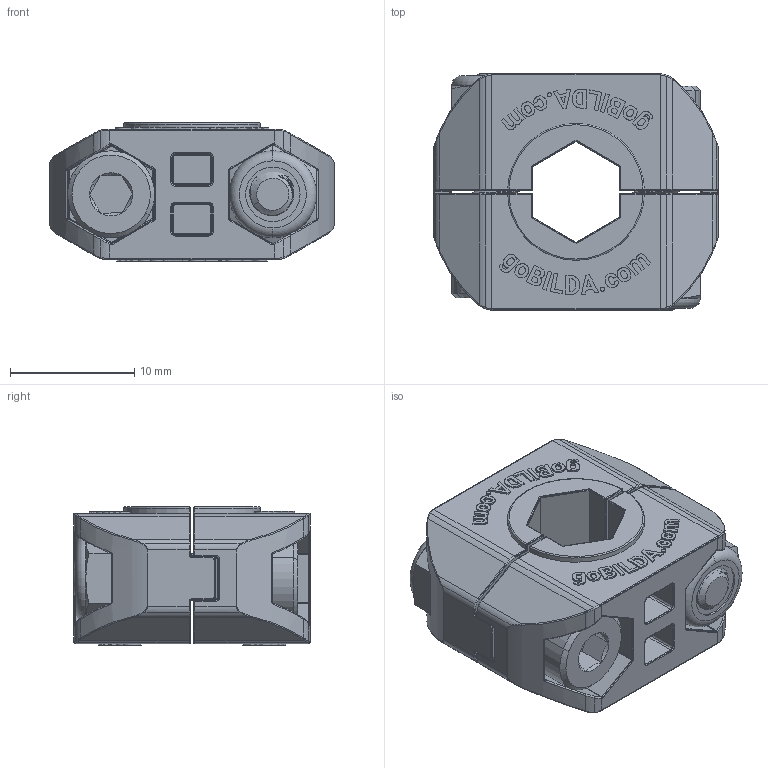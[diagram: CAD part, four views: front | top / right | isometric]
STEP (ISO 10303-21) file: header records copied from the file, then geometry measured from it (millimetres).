
FILE_DESCRIPTION (( 'STEP AP203' ), '1' );
FILE_NAME ('2923-1024-4008 assembly.STEP', '2023-08-03T16:57:35', ( '' ), ( '' ), 'SwSTEP 2.0', 'SolidWorks 2016', '' );
FILE_SCHEMA (( 'CONFIG_CONTROL_DESIGN' ));
Length unit declared in the file: millimetre
Products named in the file (4): 2812-0004-0007_90576A103; 2923-1024-4008 assembly; 2800-0004-0014_90128A207; 2923-1024-4008 half
Assembly tree (6 placements, depth 2):
  2923-1024-4008 assembly
    2923-1024-4008 half  x2
    2800-0004-0014_90128A207  x2
    2812-0004-0007_90576A103  x2
Bounding box: 22.9 x 19 x 11.12 mm (x, y, z)
Volume: 3216.6 mm3; surface area: 4172.3 mm2
Topology: 6 solids, 6 shells, 1992 faces, 5168 edges, 3272 vertices
Faces by surface type: cylinder 740, bspline 536, plane 470, torus 122, sphere 64, cone 60
Entity records: 39825 total; most frequent: CARTESIAN_POINT 17382, ORIENTED_EDGE 5168, DIRECTION 3724, EDGE_CURVE 2584, VERTEX_POINT 1636, AXIS2_PLACEMENT_3D 1297, LINE 1130, VECTOR 1130
